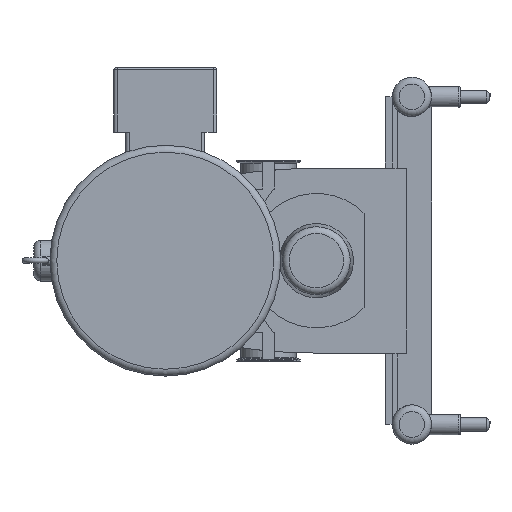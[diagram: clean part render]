
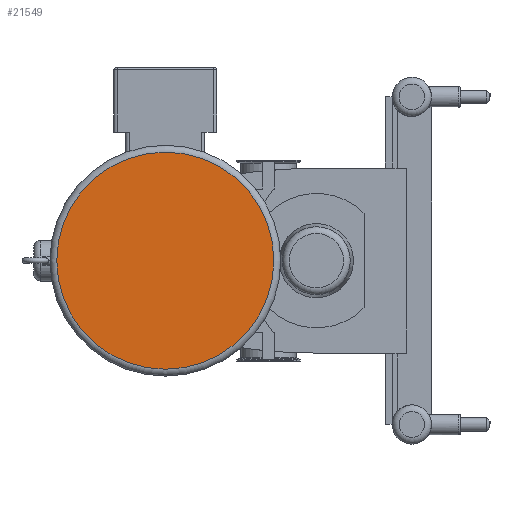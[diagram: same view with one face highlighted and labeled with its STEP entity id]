
A CAD part, left-side view. The second image highlights one B-rep face of the part: STEP entity #21549.
In plain terms, the highlighted planar face has unit normal (-1, 0, 0).
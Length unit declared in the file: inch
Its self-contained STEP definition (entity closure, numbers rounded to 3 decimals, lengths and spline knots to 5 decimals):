
#1304=PLANE('',#23042);
#6034=FACE_OUTER_BOUND('',#7259,.T.);
#7259=EDGE_LOOP('',(#16621,#16622));
#8453=CIRCLE('',#23039,7.955);
#8454=CIRCLE('',#23040,7.955);
#9940=VERTEX_POINT('',#33754);
#9941=VERTEX_POINT('',#33756);
#12433=EDGE_CURVE('',#9940,#9941,#8453,.T.);
#12434=EDGE_CURVE('',#9941,#9940,#8454,.T.);
#16621=ORIENTED_EDGE('',*,*,#12434,.F.);
#16622=ORIENTED_EDGE('',*,*,#12433,.F.);
#21549=ADVANCED_FACE('',(#6034),#1304,.T.);
#23039=AXIS2_PLACEMENT_3D('',#33757,#26515,#26516);
#23040=AXIS2_PLACEMENT_3D('',#33758,#26517,#26518);
#23042=AXIS2_PLACEMENT_3D('',#33760,#26521,#26522);
#26515=DIRECTION('center_axis',(1.,0.,0.));
#26516=DIRECTION('ref_axis',(0.,0.,
1.));
#26517=DIRECTION('center_axis',(1.,0.,0.));
#26518=DIRECTION('ref_axis',(0.,0.,
1.));
#26521=DIRECTION('center_axis',(-1.,0.,0.));
#26522=DIRECTION('ref_axis',(0.,1.,0.));
#33754=CARTESIAN_POINT('',(-68.853,15.518,0.));
#33756=CARTESIAN_POINT('',(-68.853,7.563,-7.955));
#33757=CARTESIAN_POINT('Origin',(-68.853,7.563,0.));
#33758=CARTESIAN_POINT('Origin',(-68.853,7.563,0.));
#33760=CARTESIAN_POINT('Origin',(-68.853,7.563,-8.455));
